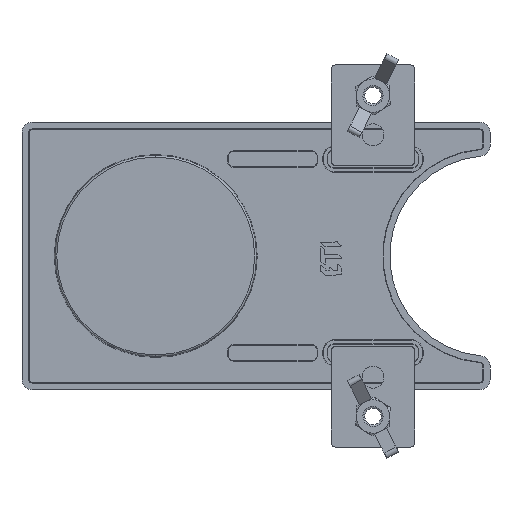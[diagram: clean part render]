
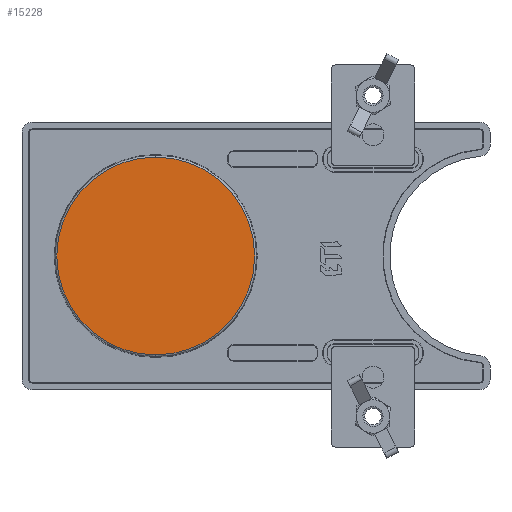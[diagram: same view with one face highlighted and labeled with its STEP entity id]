
A CAD part, left-side view. The second image highlights one B-rep face of the part: STEP entity #15228.
In plain terms, the highlighted planar face has unit normal (-1, 0, 0).
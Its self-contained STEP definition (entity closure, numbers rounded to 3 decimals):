
#10176=CARTESIAN_POINT('',(-3.5,0.,0.));
#10177=DIRECTION('',(1.,0.,0.));
#10178=DIRECTION('',(0.,0.,-1.));
#10179=AXIS2_PLACEMENT_3D('',#10176,#10177,#10178);
#10184=CARTESIAN_POINT('',(-3.5,0.,0.));
#10185=DIRECTION('',(1.,0.,0.));
#10186=DIRECTION('',(0.,0.,1.));
#10187=AXIS2_PLACEMENT_3D('',#10184,#10185,#10186);
#11911=CARTESIAN_POINT('',(-3.5,0.,-29.592));
#11912=VERTEX_POINT('',#11911);
#11913=CARTESIAN_POINT('',(-3.5,0.,29.592));
#11914=VERTEX_POINT('',#11913);
#15219=CARTESIAN_POINT('',(-3.5,0.,0.));
#15220=DIRECTION('',(-1.,0.,0.));
#15221=DIRECTION('',(0.,0.,1.));
#15222=AXIS2_PLACEMENT_3D('',#15219,#15220,#15221);
#15223=PLANE('',#15222);
#15224=ORIENTED_EDGE('',*,*,#15206,.T.);
#15225=ORIENTED_EDGE('',*,*,#15184,.T.);
#15226=EDGE_LOOP('',(#15224,#15225));
#15227=FACE_OUTER_BOUND('',#15226,.F.);
#10180=CIRCLE('',#10179,29.592);
#10188=CIRCLE('',#10187,29.592);
#15184=EDGE_CURVE('',#11914,#11912,#10188,.T.);
#15206=EDGE_CURVE('',#11912,#11914,#10180,.T.);
#15228=ADVANCED_FACE('',(#15227),#15223,.T.);
